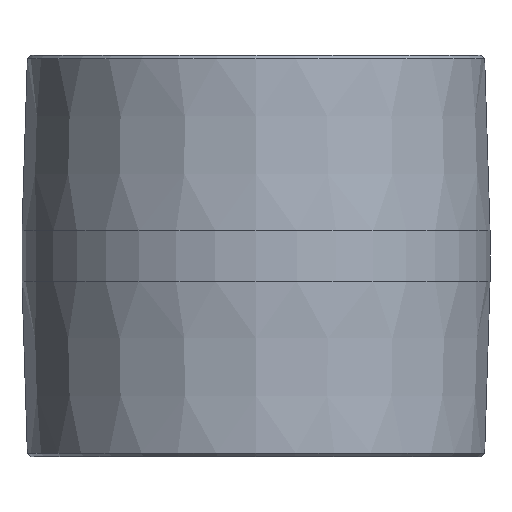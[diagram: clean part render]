
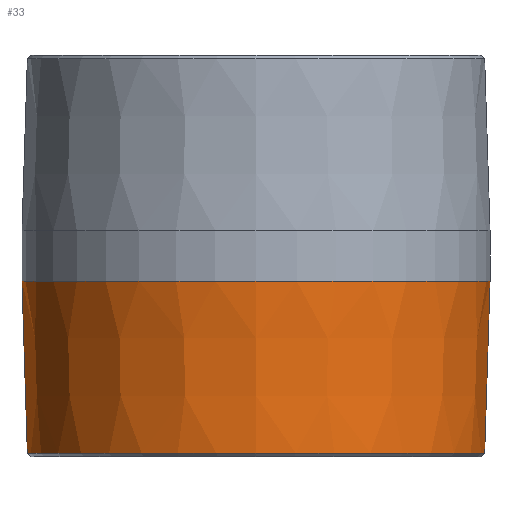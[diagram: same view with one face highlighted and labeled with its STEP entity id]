
A CAD part, front view. The second image highlights one B-rep face of the part: STEP entity #33.
In plain terms, the highlighted conical face has half-angle 1.78 degrees and reference radius 44.45 mm.
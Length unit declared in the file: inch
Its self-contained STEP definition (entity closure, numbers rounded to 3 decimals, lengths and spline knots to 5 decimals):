
#33 = ADVANCED_FACE ( 'NONE', ( #439 ), #480, .T. ) ;
#39 = DIRECTION ( 'NONE',  ( -1., 0., 0. ) ) ;
#70 = CARTESIAN_POINT ( 'NONE',  ( -1.70999, 0., 0.02499 ) ) ;
#78 = LINE ( 'NONE', #257, #499 ) ;
#100 = VERTEX_POINT ( 'NONE', #359 ) ;
#107 = CARTESIAN_POINT ( 'NONE',  ( -1.75, 0., 1.3125 ) ) ;
#112 = VERTEX_POINT ( 'NONE', #314 ) ;
#136 = DIRECTION ( 'NONE',  ( 0.031, 0., 1. ) ) ;
#146 = CARTESIAN_POINT ( 'NONE',  ( 1.70999, 0., 0.02499 ) ) ;
#148 = AXIS2_PLACEMENT_3D ( 'NONE', #527, #444, #189 ) ;
#154 = LINE ( 'NONE', #107, #326 ) ;
#164 = EDGE_LOOP ( 'NONE', ( #473, #204, #344, #366 ) ) ;
#169 = CIRCLE ( 'NONE', #294, 1.75 ) ;
#189 = DIRECTION ( 'NONE',  ( 1., 0., 0. ) ) ;
#193 = EDGE_CURVE ( 'NONE', #255, #100, #154, .T. ) ;
#204 = ORIENTED_EDGE ( 'NONE', *, *, #411, .T. ) ;
#215 = CARTESIAN_POINT ( 'NONE',  ( 0., 0., 1.3125 ) ) ;
#239 = CIRCLE ( 'NONE', #544, 1.70999 ) ;
#246 = DIRECTION ( 'NONE',  ( -0.031, 0., 1. ) ) ;
#252 = DIRECTION ( 'NONE',  ( 0., 0., 1. ) ) ;
#255 = VERTEX_POINT ( 'NONE', #70 ) ;
#257 = CARTESIAN_POINT ( 'NONE',  ( 1.75, 0., 1.3125 ) ) ;
#294 = AXIS2_PLACEMENT_3D ( 'NONE', #215, #427, #515 ) ;
#298 = VERTEX_POINT ( 'NONE', #146 ) ;
#314 = CARTESIAN_POINT ( 'NONE',  ( 1.75, 0., 1.3125 ) ) ;
#326 = VECTOR ( 'NONE', #246, 39.37008 ) ;
#344 = ORIENTED_EDGE ( 'NONE', *, *, #495, .T. ) ;
#359 = CARTESIAN_POINT ( 'NONE',  ( -1.75, 0., 1.3125 ) ) ;
#366 = ORIENTED_EDGE ( 'NONE', *, *, #373, .T. ) ;
#373 = EDGE_CURVE ( 'NONE', #112, #100, #169, .T. ) ;
#411 = EDGE_CURVE ( 'NONE', #255, #298, #239, .T. ) ;
#427 = DIRECTION ( 'NONE',  ( 0., 0., -1. ) ) ;
#439 = FACE_OUTER_BOUND ( 'NONE', #164, .T. ) ;
#444 = DIRECTION ( 'NONE',  ( 0., 0., 1. ) ) ;
#473 = ORIENTED_EDGE ( 'NONE', *, *, #193, .F. ) ;
#480 = CONICAL_SURFACE ( 'NONE', #148, 1.75, 0.031 ) ;
#495 = EDGE_CURVE ( 'NONE', #298, #112, #78, .T. ) ;
#499 = VECTOR ( 'NONE', #136, 39.37008 ) ;
#506 = CARTESIAN_POINT ( 'NONE',  ( 0., 0., 0.02499 ) ) ;
#515 = DIRECTION ( 'NONE',  ( -1., 0., 0. ) ) ;
#527 = CARTESIAN_POINT ( 'NONE',  ( 0., 0., 1.3125 ) ) ;
#544 = AXIS2_PLACEMENT_3D ( 'NONE', #506, #252, #39 ) ;
